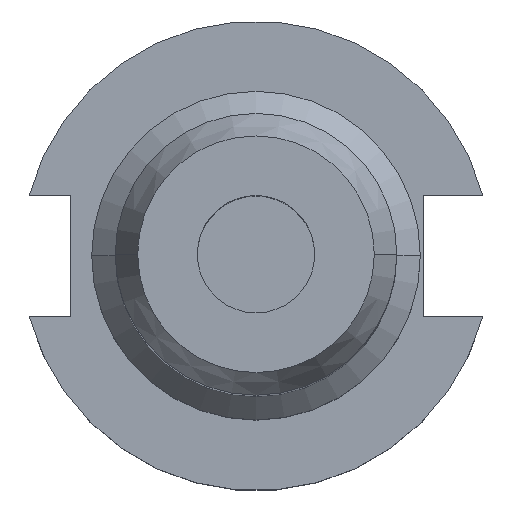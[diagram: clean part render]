
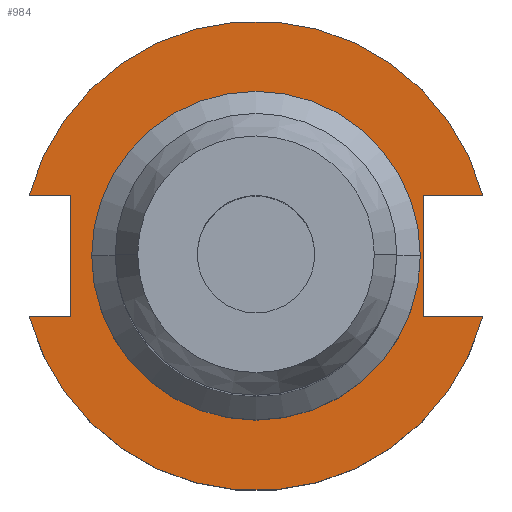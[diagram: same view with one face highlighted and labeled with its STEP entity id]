
A CAD part, top view. The second image highlights one B-rep face of the part: STEP entity #984.
In plain terms, the highlighted planar face has unit normal (0, 0, 1).
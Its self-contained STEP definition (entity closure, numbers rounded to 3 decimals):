
#11 = VECTOR ( 'NONE', #1187, 1000. ) ;
#36 = ORIENTED_EDGE ( 'NONE', *, *, #557, .F. ) ;
#43 = VECTOR ( 'NONE', #176, 1000. ) ;
#64 = LINE ( 'NONE', #442, #270 ) ;
#70 = ORIENTED_EDGE ( 'NONE', *, *, #1236, .F. ) ;
#77 = VERTEX_POINT ( 'NONE', #1289 ) ;
#95 = ORIENTED_EDGE ( 'NONE', *, *, #518, .T. ) ;
#96 = EDGE_LOOP ( 'NONE', ( #1349, #70, #265, #828, #1074, #424, #337, #95 ) ) ;
#103 = CARTESIAN_POINT ( 'NONE',  ( 30.675, -8.191, 19.05 ) ) ;
#162 = CARTESIAN_POINT ( 'NONE',  ( 0., 8.191, 19.05 ) ) ;
#176 = DIRECTION ( 'NONE',  ( -1., 0., 0. ) ) ;
#187 = AXIS2_PLACEMENT_3D ( 'NONE', #240, #228, #1427 ) ;
#228 = DIRECTION ( 'NONE',  ( 0., 0., 1. ) ) ;
#240 = CARTESIAN_POINT ( 'NONE',  ( 0., 0., 19.05 ) ) ;
#265 = ORIENTED_EDGE ( 'NONE', *, *, #682, .T. ) ;
#266 = EDGE_CURVE ( 'NONE', #432, #530, #436, .T. ) ;
#270 = VECTOR ( 'NONE', #1160, 1000. ) ;
#273 = CARTESIAN_POINT ( 'NONE',  ( 22.225, 0., 19.05 ) ) ;
#294 = AXIS2_PLACEMENT_3D ( 'NONE', #961, #723, #975 ) ;
#333 = EDGE_CURVE ( 'NONE', #920, #430, #669, .T. ) ;
#337 = ORIENTED_EDGE ( 'NONE', *, *, #1265, .T. ) ;
#338 = CARTESIAN_POINT ( 'NONE',  ( 0., -8.191, 19.05 ) ) ;
#345 = CARTESIAN_POINT ( 'NONE',  ( 30.675, 8.191, 19.05 ) ) ;
#357 = AXIS2_PLACEMENT_3D ( 'NONE', #1173, #1321, #934 ) ;
#381 = CIRCLE ( 'NONE', #1202, 22.225 ) ;
#400 = CARTESIAN_POINT ( 'NONE',  ( -30.675, 8.191, 19.05 ) ) ;
#424 = ORIENTED_EDGE ( 'NONE', *, *, #437, .F. ) ;
#430 = VERTEX_POINT ( 'NONE', #1483 ) ;
#432 = VERTEX_POINT ( 'NONE', #273 ) ;
#436 = CIRCLE ( 'NONE', #294, 22.225 ) ;
#437 = EDGE_CURVE ( 'NONE', #1253, #430, #1198, .T. ) ;
#442 = CARTESIAN_POINT ( 'NONE',  ( -25.091, 8.191, 19.05 ) ) ;
#468 = VERTEX_POINT ( 'NONE', #400 ) ;
#471 = CARTESIAN_POINT ( 'NONE',  ( -25.091, -8.191, 19.05 ) ) ;
#502 = DIRECTION ( 'NONE',  ( 0., 1., 0. ) ) ;
#518 = EDGE_CURVE ( 'NONE', #468, #1050, #1420, .T. ) ;
#530 = VERTEX_POINT ( 'NONE', #1379 ) ;
#557 = EDGE_CURVE ( 'NONE', #530, #432, #381, .T. ) ;
#586 = EDGE_CURVE ( 'NONE', #1050, #1326, #64, .T. ) ;
#629 = EDGE_CURVE ( 'NONE', #920, #738, #885, .T. ) ;
#669 = LINE ( 'NONE', #845, #1231 ) ;
#682 = EDGE_CURVE ( 'NONE', #77, #738, #1541, .T. ) ;
#695 = CARTESIAN_POINT ( 'NONE',  ( -61.091, -8.191, 19.05 ) ) ;
#700 = FACE_BOUND ( 'NONE', #1501, .T. ) ;
#701 = ORIENTED_EDGE ( 'NONE', *, *, #266, .F. ) ;
#723 = DIRECTION ( 'NONE',  ( 0., 0., 1. ) ) ;
#738 = VERTEX_POINT ( 'NONE', #103 ) ;
#773 = LINE ( 'NONE', #695, #1452 ) ;
#787 = CARTESIAN_POINT ( 'NONE',  ( -61.091, 8.191, 19.05 ) ) ;
#801 = FACE_OUTER_BOUND ( 'NONE', #96, .T. ) ;
#802 = CARTESIAN_POINT ( 'NONE',  ( 0., 0., 19.05 ) ) ;
#828 = ORIENTED_EDGE ( 'NONE', *, *, #629, .F. ) ;
#845 = CARTESIAN_POINT ( 'NONE',  ( 22.606, 22.225, 19.05 ) ) ;
#882 = CARTESIAN_POINT ( 'NONE',  ( -25.091, 8.191, 19.05 ) ) ;
#885 = LINE ( 'NONE', #338, #11 ) ;
#891 = DIRECTION ( 'NONE',  ( 1., 0., 0. ) ) ;
#911 = DIRECTION ( 'NONE',  ( 0., 0., 1. ) ) ;
#920 = VERTEX_POINT ( 'NONE', #1229 ) ;
#934 = DIRECTION ( 'NONE',  ( 1., 0., 0. ) ) ;
#961 = CARTESIAN_POINT ( 'NONE',  ( 0., 0., 19.05 ) ) ;
#975 = DIRECTION ( 'NONE',  ( 1., 0., 0. ) ) ;
#984 = ADVANCED_FACE ( 'NONE', ( #700, #801 ), #1225, .F. ) ;
#1006 = CIRCLE ( 'NONE', #357, 31.75 ) ;
#1050 = VERTEX_POINT ( 'NONE', #882 ) ;
#1060 = DIRECTION ( 'NONE',  ( 1., 0., 0. ) ) ;
#1074 = ORIENTED_EDGE ( 'NONE', *, *, #333, .T. ) ;
#1160 = DIRECTION ( 'NONE',  ( 0., -1., 0. ) ) ;
#1173 = CARTESIAN_POINT ( 'NONE',  ( 0., 0., 19.05 ) ) ;
#1185 = AXIS2_PLACEMENT_3D ( 'NONE', #1346, #1255, #1261 ) ;
#1187 = DIRECTION ( 'NONE',  ( 1., 0., 0. ) ) ;
#1198 = LINE ( 'NONE', #162, #43 ) ;
#1202 = AXIS2_PLACEMENT_3D ( 'NONE', #802, #911, #1533 ) ;
#1225 = PLANE ( 'NONE',  #1185 ) ;
#1229 = CARTESIAN_POINT ( 'NONE',  ( 22.606, -8.191, 19.05 ) ) ;
#1231 = VECTOR ( 'NONE', #502, 1000. ) ;
#1236 = EDGE_CURVE ( 'NONE', #77, #1326, #773, .T. ) ;
#1253 = VERTEX_POINT ( 'NONE', #345 ) ;
#1255 = DIRECTION ( 'NONE',  ( 0., 0., -1. ) ) ;
#1261 = DIRECTION ( 'NONE',  ( -1., 0., 0. ) ) ;
#1265 = EDGE_CURVE ( 'NONE', #1253, #468, #1006, .T. ) ;
#1289 = CARTESIAN_POINT ( 'NONE',  ( -30.675, -8.191, 19.05 ) ) ;
#1321 = DIRECTION ( 'NONE',  ( 0., 0., 1. ) ) ;
#1326 = VERTEX_POINT ( 'NONE', #471 ) ;
#1346 = CARTESIAN_POINT ( 'NONE',  ( 0., 22.225, 19.05 ) ) ;
#1349 = ORIENTED_EDGE ( 'NONE', *, *, #586, .T. ) ;
#1379 = CARTESIAN_POINT ( 'NONE',  ( -22.225, 0., 19.05 ) ) ;
#1386 = VECTOR ( 'NONE', #891, 1000. ) ;
#1420 = LINE ( 'NONE', #787, #1386 ) ;
#1427 = DIRECTION ( 'NONE',  ( 1., 0., 0. ) ) ;
#1452 = VECTOR ( 'NONE', #1060, 1000. ) ;
#1483 = CARTESIAN_POINT ( 'NONE',  ( 22.606, 8.191, 19.05 ) ) ;
#1501 = EDGE_LOOP ( 'NONE', ( #701, #36 ) ) ;
#1533 = DIRECTION ( 'NONE',  ( 1., 0., 0. ) ) ;
#1541 = CIRCLE ( 'NONE', #187, 31.75 ) ;
